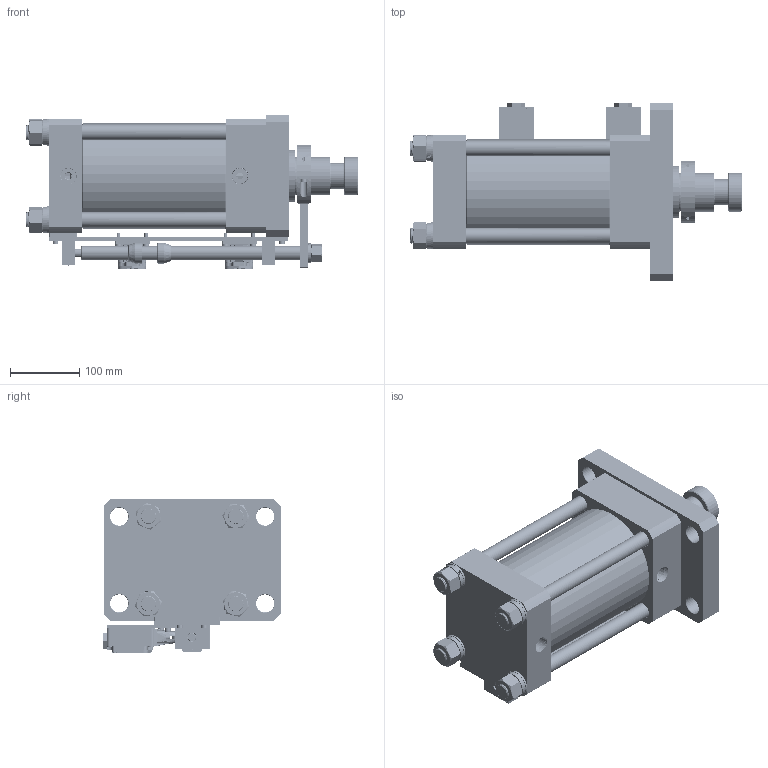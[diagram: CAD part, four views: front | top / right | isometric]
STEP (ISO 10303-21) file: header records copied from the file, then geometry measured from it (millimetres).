
FILE_DESCRIPTION (( 'STEP AP203' ), '1' );
FILE_NAME ('CHK-FA125-120油缸三维图.STEP', '2013-03-11T07:56:55', ( 'user' ), ( 'Microsoft' ), 'SwSTEP 2.0', 'SolidWorks 2012', '' );
FILE_SCHEMA (( 'CONFIG_CONTROL_DESIGN' ));
Length unit declared in the file: millimetre
Products named in the file (36): CHK-FA125-120油缸三维图; cross recessed countersunk head screws gb1_GB_CROSS_SCREWS_TYPE4 M5X30-27.3  H type-N; cross recessed countersunk head screws gb1_GB_CROSS_SCREWS_TYPE4 M3X5-3.35  H type-N; 俴最羲壽; 袉赽; 俴最羲壽嘐隅啣13; Hexagon socket head cap screws GB_GB_FASTENER_SCREWS_HSHCS M5X35-N; Hexagon nuts grade C GB_GB_FASTENER_NUT_SNC1 M16-N; Spring lock washers--Normal type GB_GB_FASTENER_WASHER_SW 18; bead1; Hexagon socket head cap screws GB_GB_FASTENER_SCREWS_HSHCS M5X16-N; 絳堤蟀諉啣; 絳堤蟀諉芛2; 絳堤蟀諉芛1; 俴最奪; Hex socket set screws with flat point GB_PreviewCfg; 俴最裝; 俴最奪盓傅釱; 絳堤菁啣; 俴最裝嘐隅釱; Hexagon socket head cap screws GB_GB_FASTENER_SCREWS_HSHCS M5X10-N; 菜輸; Hexagon nuts grade C GB_GB_FASTENER_NUT_SNC1 M22-N; Spring lock washers--Normal type GB_GB_FASTENER_WASHER_SW 24; 菜え1; 嶺裝; 楊擘; 渡杶; ヶ遣喳杶; 活塞; 綴遣喳杶; 活塞杆; ヶ裔; 詰芠; 綴裔
Assembly tree (79 placements, depth 2):
  CHK-FA125-120油缸三维图
    綴裔
    詰芠
    ヶ裔
    活塞杆
    綴遣喳杶
    活塞
    ヶ遣喳杶
    渡杶
    楊擘
    嶺裝  x4
    菜え1  x4
    Spring lock washers--Normal type GB_GB_FASTENER_WASHER_SW 24  x4
    Hexagon nuts grade C GB_GB_FASTENER_NUT_SNC1 M22-N  x4
    菜輸
    Hexagon socket head cap screws GB_GB_FASTENER_SCREWS_HSHCS M5X10-N  x4
    俴最裝嘐隅釱
    絳堤菁啣
    俴最奪盓傅釱
    俴最裝
    Hex socket set screws with flat point GB_PreviewCfg  x3
    俴最奪
    絳堤蟀諉芛1
    絳堤蟀諉芛2
    絳堤蟀諉啣
    Hexagon socket head cap screws GB_GB_FASTENER_SCREWS_HSHCS M5X16-N  x6
    bead1
    Spring lock washers--Normal type GB_GB_FASTENER_WASHER_SW 18
    Hexagon nuts grade C GB_GB_FASTENER_NUT_SNC1 M16-N
    Hexagon socket head cap screws GB_GB_FASTENER_SCREWS_HSHCS M5X35-N  x4
    俴最羲壽嘐隅啣13
    俴最羲壽嘐隅啣13
    袉赽  x2
    俴最羲壽  x2
    cross recessed countersunk head screws gb1_GB_CROSS_SCREWS_TYPE4 M3X5-3.35  H type-N  x11
    cross recessed countersunk head screws gb1_GB_CROSS_SCREWS_TYPE4 M5X30-27.3  H type-N  x8
Bounding box: 478 x 255.5 x 221.05 mm (x, y, z)
Volume: 8110845.4 mm3; surface area: 1142286.3 mm2
Topology: 79 solids, 79 shells, 2618 faces, 6377 edges, 3992 vertices
Faces by surface type: cylinder 971, plane 956, cone 421, torus 144, bspline 110, sphere 16
Entity records: 61254 total; most frequent: CARTESIAN_POINT 24634, DIRECTION 6774, ORIENTED_EDGE 6550, EDGE_CURVE 3275, AXIS2_PLACEMENT_3D 2684, VERTEX_POINT 2050, EDGE_LOOP 1581, VECTOR 1406
